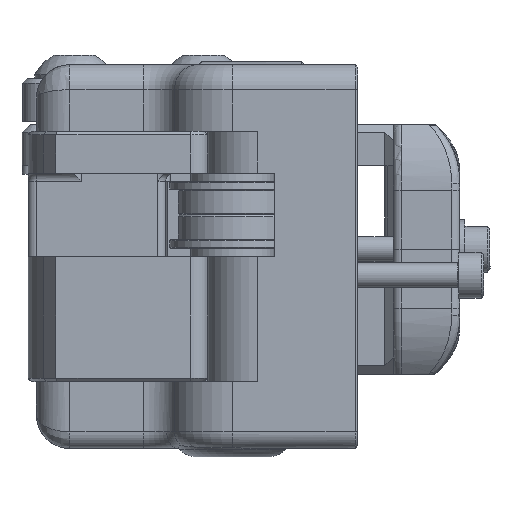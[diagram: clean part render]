
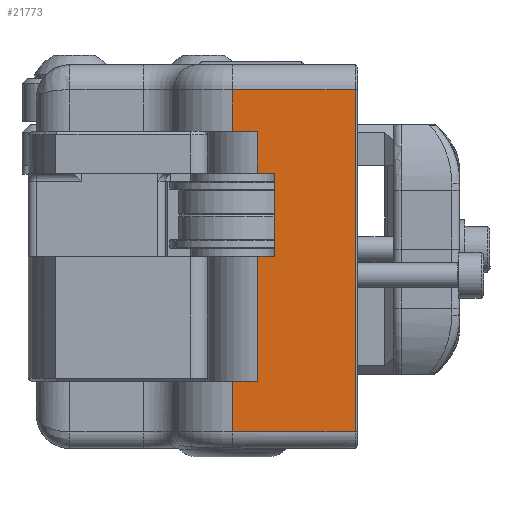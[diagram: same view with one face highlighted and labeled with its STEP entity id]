
A CAD part, left-side view. The second image highlights one B-rep face of the part: STEP entity #21773.
In plain terms, the highlighted planar face has unit normal (-1, 0, 0).
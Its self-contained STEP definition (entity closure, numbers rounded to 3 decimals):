
#1297=PLANE('',#23541);
#2134=FACE_OUTER_BOUND('',#3471,.T.);
#3471=EDGE_LOOP('',(#16494,#16495,#16496,#16497,#16498,#16499,#16500,#16501,
#16502,#16503,#16504,#16505));
#5171=LINE('',#33241,#7162);
#5182=LINE('',#33267,#7173);
#5183=LINE('',#33269,#7174);
#5184=LINE('',#33271,#7175);
#5185=LINE('',#33273,#7176);
#5186=LINE('',#33275,#7177);
#5187=LINE('',#33277,#7178);
#5188=LINE('',#33279,#7179);
#5189=LINE('',#33281,#7180);
#5190=LINE('',#33283,#7181);
#5191=LINE('',#33285,#7182);
#5192=LINE('',#33286,#7183);
#7162=VECTOR('',#26987,10.);
#7173=VECTOR('',#27012,10.);
#7174=VECTOR('',#27013,7.5);
#7175=VECTOR('',#27014,10.);
#7176=VECTOR('',#27015,6.);
#7177=VECTOR('',#27016,10.);
#7178=VECTOR('',#27017,10.);
#7179=VECTOR('',#27018,10.);
#7180=VECTOR('',#27019,6.);
#7181=VECTOR('',#27020,10.);
#7182=VECTOR('',#27021,7.5);
#7183=VECTOR('',#27022,10.);
#9893=VERTEX_POINT('',#33231);
#9895=VERTEX_POINT('',#33237);
#9904=VERTEX_POINT('',#33266);
#9905=VERTEX_POINT('',#33268);
#9906=VERTEX_POINT('',#33270);
#9907=VERTEX_POINT('',#33272);
#9908=VERTEX_POINT('',#33274);
#9909=VERTEX_POINT('',#33276);
#9910=VERTEX_POINT('',#33278);
#9911=VERTEX_POINT('',#33280);
#9912=VERTEX_POINT('',#33282);
#9913=VERTEX_POINT('',#33284);
#12299=EDGE_CURVE('',#9893,#9895,#5171,.T.);
#12312=EDGE_CURVE('',#9904,#9893,#5182,.T.);
#12313=EDGE_CURVE('',#9905,#9904,#5183,.T.);
#12314=EDGE_CURVE('',#9906,#9905,#5184,.T.);
#12315=EDGE_CURVE('',#9907,#9906,#5185,.T.);
#12316=EDGE_CURVE('',#9908,#9907,#5186,.T.);
#12317=EDGE_CURVE('',#9909,#9908,#5187,.T.);
#12318=EDGE_CURVE('',#9910,#9909,#5188,.T.);
#12319=EDGE_CURVE('',#9911,#9910,#5189,.T.);
#12320=EDGE_CURVE('',#9911,#9912,#5190,.T.);
#12321=EDGE_CURVE('',#9913,#9912,#5191,.T.);
#12322=EDGE_CURVE('',#9895,#9913,#5192,.T.);
#16494=ORIENTED_EDGE('',*,*,#12299,.F.);
#16495=ORIENTED_EDGE('',*,*,#12312,.F.);
#16496=ORIENTED_EDGE('',*,*,#12313,.F.);
#16497=ORIENTED_EDGE('',*,*,#12314,.F.);
#16498=ORIENTED_EDGE('',*,*,#12315,.F.);
#16499=ORIENTED_EDGE('',*,*,#12316,.F.);
#16500=ORIENTED_EDGE('',*,*,#12317,.F.);
#16501=ORIENTED_EDGE('',*,*,#12318,.F.);
#16502=ORIENTED_EDGE('',*,*,#12319,.F.);
#16503=ORIENTED_EDGE('',*,*,#12320,.T.);
#16504=ORIENTED_EDGE('',*,*,#12321,.F.);
#16505=ORIENTED_EDGE('',*,*,#12322,.F.);
#21773=ADVANCED_FACE('',(#2134),#1297,.T.);
#23541=AXIS2_PLACEMENT_3D('',#33265,#27010,#27011);
#26987=DIRECTION('',(0.,0.,-1.));
#27010=DIRECTION('center_axis',(-1.,0.,0.));
#27011=DIRECTION('ref_axis',(0.,0.,
-1.));
#27012=DIRECTION('',(0.,-1.,0.));
#27013=DIRECTION('',(0.,0.,1.));
#27014=DIRECTION('',(0.,1.,0.));
#27015=DIRECTION('',(0.,0.,1.));
#27016=DIRECTION('',(0.,1.,0.));
#27017=DIRECTION('',(0.,0.,1.));
#27018=DIRECTION('',(0.,-1.,0.));
#27019=DIRECTION('',(0.,0.,1.));
#27020=DIRECTION('',(0.,1.,0.));
#27021=DIRECTION('',(0.,0.,1.));
#27022=DIRECTION('',(0.,1.,0.));
#33231=CARTESIAN_POINT('',(470.,-22.2,98.));
#33237=CARTESIAN_POINT('',(470.,-22.2,57.));
#33241=CARTESIAN_POINT('',(470.,-22.2,89.5));
#33265=CARTESIAN_POINT('Origin',(470.,-12.5,101.));
#33266=CARTESIAN_POINT('',(470.,-7.494,98.));
#33267=CARTESIAN_POINT('',(470.,-12.5,98.));
#33268=CARTESIAN_POINT('',(470.,-7.494,93.));
#33269=CARTESIAN_POINT('',(470.,-7.494,94.525));
#33270=CARTESIAN_POINT('',(470.,-10.479,93.));
#33271=CARTESIAN_POINT('',(470.,-12.5,93.));
#33272=CARTESIAN_POINT('',(470.,-10.479,88.));
#33273=CARTESIAN_POINT('',(470.,-10.479,93.));
#33274=CARTESIAN_POINT('',(470.,-12.5,88.));
#33275=CARTESIAN_POINT('',(470.,-12.5,88.));
#33276=CARTESIAN_POINT('',(470.,-12.5,78.));
#33277=CARTESIAN_POINT('',(470.,-12.5,55.));
#33278=CARTESIAN_POINT('',(470.,-10.479,78.));
#33279=CARTESIAN_POINT('',(470.,0.,78.));
#33280=CARTESIAN_POINT('',(470.,-10.479,63.));
#33281=CARTESIAN_POINT('',(470.,-10.479,63.));
#33282=CARTESIAN_POINT('',(470.,-7.494,63.));
#33283=CARTESIAN_POINT('',(470.,-12.5,63.));
#33284=CARTESIAN_POINT('',(470.,-7.494,57.));
#33285=CARTESIAN_POINT('',(470.,-7.494,57.475));
#33286=CARTESIAN_POINT('',(470.,-12.5,57.));
